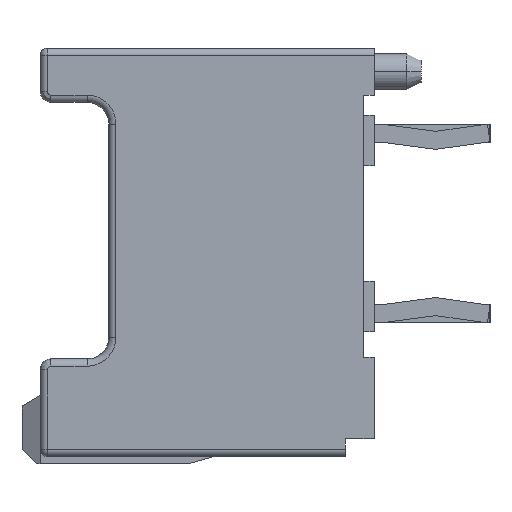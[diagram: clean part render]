
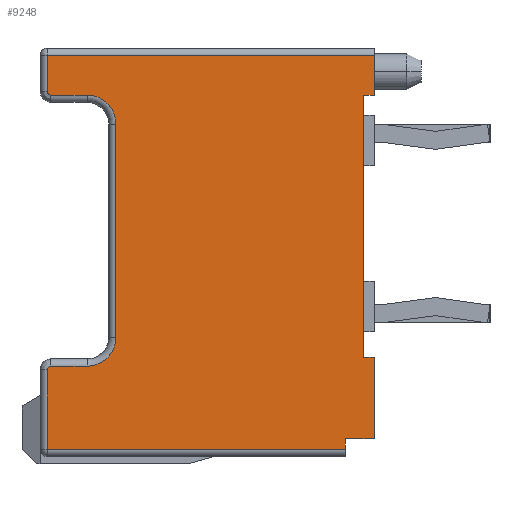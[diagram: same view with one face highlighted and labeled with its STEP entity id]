
A CAD part, left-side view. The second image highlights one B-rep face of the part: STEP entity #9248.
In plain terms, the highlighted planar face has unit normal (-1, 0, 0).
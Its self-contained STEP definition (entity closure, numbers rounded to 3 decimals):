
#1=DIRECTION('',(0.,0.,-1.));
#2=VECTOR('',#1,1.1);
#3=CARTESIAN_POINT('',(-14.7,0.,-0.2));
#4=LINE('',#3,#2);
#5=DIRECTION('',(0.,1.,0.));
#6=VECTOR('',#5,0.3);
#7=CARTESIAN_POINT('',(-14.7,0.,-1.3));
#8=LINE('',#7,#6);
#9=DIRECTION('',(0.,0.,1.));
#10=VECTOR('',#9,7.25);
#11=CARTESIAN_POINT('',(-14.7,0.3,-8.55));
#12=LINE('',#11,#10);
#13=DIRECTION('',(0.,1.,0.));
#14=VECTOR('',#13,0.3);
#15=CARTESIAN_POINT('',(-14.7,0.,-8.55));
#16=LINE('',#15,#14);
#17=DIRECTION('',(0.,0.,-1.));
#18=VECTOR('',#17,2.25);
#19=CARTESIAN_POINT('',(-14.7,0.,-8.55));
#20=LINE('',#19,#18);
#21=DIRECTION('',(0.,1.,0.));
#22=VECTOR('',#21,0.8);
#23=CARTESIAN_POINT('',(-14.7,0.,-10.8));
#24=LINE('',#23,#22);
#25=DIRECTION('',(0.,0.,-1.));
#26=VECTOR('',#25,0.3);
#27=CARTESIAN_POINT('',(-14.7,0.8,-10.8));
#28=LINE('',#27,#26);
#29=DIRECTION('',(0.,0.,-1.));
#30=VECTOR('',#29,1.);
#31=CARTESIAN_POINT('',(-14.7,9.05,-0.2));
#32=LINE('',#31,#30);
#42=CARTESIAN_POINT('',(-14.7,8.95,-1.2));
#43=DIRECTION('',(-1.,0.,0.));
#44=DIRECTION('',(0.,1.,0.));
#45=AXIS2_PLACEMENT_3D('',#42,#43,#44);
#57=DIRECTION('',(0.,-1.,0.));
#58=VECTOR('',#57,1.);
#59=CARTESIAN_POINT('',(-14.7,8.95,-1.3));
#60=LINE('',#59,#58);
#70=CARTESIAN_POINT('',(-14.7,7.95,-2.1));
#71=DIRECTION('',(1.,0.,0.));
#72=DIRECTION('',(0.,0.,1.));
#73=AXIS2_PLACEMENT_3D('',#70,#71,#72);
#85=DIRECTION('',(0.,0.,-1.));
#86=VECTOR('',#85,5.9);
#87=CARTESIAN_POINT('',(-14.7,7.15,-2.1));
#88=LINE('',#87,#86);
#98=CARTESIAN_POINT('',(-14.7,7.95,-8.));
#99=DIRECTION('',(1.,0.,0.));
#100=DIRECTION('',(0.,-1.,0.));
#101=AXIS2_PLACEMENT_3D('',#98,#99,#100);
#113=DIRECTION('',(0.,1.,0.));
#114=VECTOR('',#113,1.);
#115=CARTESIAN_POINT('',(-14.7,7.95,-8.8));
#116=LINE('',#115,#114);
#126=CARTESIAN_POINT('',(-14.7,8.95,-8.9));
#127=DIRECTION('',(-1.,0.,0.));
#128=DIRECTION('',(0.,0.,1.));
#129=AXIS2_PLACEMENT_3D('',#126,#127,#128);
#141=DIRECTION('',(0.,0.,-1.));
#142=VECTOR('',#141,2.2);
#143=CARTESIAN_POINT('',(-14.7,9.05,-8.9));
#144=LINE('',#143,#142);
#159=DIRECTION('',(0.,-1.,0.));
#160=VECTOR('',#159,8.25);
#161=CARTESIAN_POINT('',(-14.7,9.05,-11.1));
#162=LINE('',#161,#160);
#3871=DIRECTION('',(0.,1.,0.));
#3872=VECTOR('',#3871,9.05);
#3873=CARTESIAN_POINT('',(-14.7,0.,-0.2));
#3874=LINE('',#3873,#3872);
#7401=CARTESIAN_POINT('',(-14.7,0.,-8.55));
#7402=CARTESIAN_POINT('',(-14.7,0.3,-8.55));
#7403=VERTEX_POINT('',#7401);
#7404=VERTEX_POINT('',#7402);
#7405=CARTESIAN_POINT('',(-14.7,0.3,-1.3));
#7406=VERTEX_POINT('',#7405);
#7407=CARTESIAN_POINT('',(-14.7,0.,-1.3));
#7408=VERTEX_POINT('',#7407);
#7413=CARTESIAN_POINT('',(-14.7,0.,-10.8));
#7414=VERTEX_POINT('',#7413);
#8433=CARTESIAN_POINT('',(-14.7,9.05,-0.2));
#8434=CARTESIAN_POINT('',(-14.7,9.05,-1.2));
#8435=VERTEX_POINT('',#8433);
#8436=VERTEX_POINT('',#8434);
#8439=CARTESIAN_POINT('',(-14.7,8.95,-1.3));
#8440=VERTEX_POINT('',#8439);
#8443=CARTESIAN_POINT('',(-14.7,7.95,-1.3));
#8444=VERTEX_POINT('',#8443);
#8447=CARTESIAN_POINT('',(-14.7,7.15,-2.1));
#8448=VERTEX_POINT('',#8447);
#8451=CARTESIAN_POINT('',(-14.7,7.15,-8.));
#8452=VERTEX_POINT('',#8451);
#8455=CARTESIAN_POINT('',(-14.7,7.95,-8.8));
#8456=VERTEX_POINT('',#8455);
#8459=CARTESIAN_POINT('',(-14.7,8.95,-8.8));
#8460=VERTEX_POINT('',#8459);
#8463=CARTESIAN_POINT('',(-14.7,9.05,-8.9));
#8464=VERTEX_POINT('',#8463);
#8467=CARTESIAN_POINT('',(-14.7,9.05,-11.1));
#8468=VERTEX_POINT('',#8467);
#8477=CARTESIAN_POINT('',(-14.7,0.8,-11.1));
#8478=VERTEX_POINT('',#8477);
#8481=CARTESIAN_POINT('',(-14.7,0.,-0.2));
#8482=VERTEX_POINT('',#8481);
#8593=CARTESIAN_POINT('',(-14.7,0.8,-10.8));
#8594=VERTEX_POINT('',#8593);
#9205=CARTESIAN_POINT('',(-14.7,0.,0.));
#9206=DIRECTION('',(1.,0.,0.));
#9207=DIRECTION('',(0.,0.,-1.));
#9208=AXIS2_PLACEMENT_3D('',#9205,#9206,#9207);
#9209=PLANE('',#9208);
#9211=ORIENTED_EDGE('',*,*,#9210,.F.);
#9213=ORIENTED_EDGE('',*,*,#9212,.F.);
#9215=ORIENTED_EDGE('',*,*,#9214,.T.);
#9217=ORIENTED_EDGE('',*,*,#9216,.T.);
#9219=ORIENTED_EDGE('',*,*,#9218,.F.);
#9221=ORIENTED_EDGE('',*,*,#9220,.F.);
#9223=ORIENTED_EDGE('',*,*,#9222,.T.);
#9225=ORIENTED_EDGE('',*,*,#9224,.T.);
#9227=ORIENTED_EDGE('',*,*,#9226,.T.);
#9229=ORIENTED_EDGE('',*,*,#9228,.F.);
#9231=ORIENTED_EDGE('',*,*,#9230,.F.);
#9233=ORIENTED_EDGE('',*,*,#9232,.F.);
#9235=ORIENTED_EDGE('',*,*,#9234,.F.);
#9237=ORIENTED_EDGE('',*,*,#9236,.F.);
#9239=ORIENTED_EDGE('',*,*,#9238,.F.);
#9241=ORIENTED_EDGE('',*,*,#9240,.F.);
#9243=ORIENTED_EDGE('',*,*,#9242,.F.);
#9245=ORIENTED_EDGE('',*,*,#9244,.F.);
#9246=EDGE_LOOP('',(#9211,#9213,#9215,#9217,#9219,#9221,#9223,#9225,#9227,#9229,
#9231,#9233,#9235,#9237,#9239,#9241,#9243,#9245));
#9247=FACE_OUTER_BOUND('',#9246,.F.);
#9248=ADVANCED_FACE('',(#9247),#9209,.F.);
#46=CIRCLE('',#45,0.1);
#74=CIRCLE('',#73,0.8);
#102=CIRCLE('',#101,0.8);
#130=CIRCLE('',#129,0.1);
#9210=EDGE_CURVE('',#8435,#8436,#32,.T.);
#9212=EDGE_CURVE('',#8482,#8435,#3874,.T.);
#9214=EDGE_CURVE('',#8482,#7408,#4,.T.);
#9216=EDGE_CURVE('',#7408,#7406,#8,.T.);
#9218=EDGE_CURVE('',#7404,#7406,#12,.T.);
#9220=EDGE_CURVE('',#7403,#7404,#16,.T.);
#9222=EDGE_CURVE('',#7403,#7414,#20,.T.);
#9224=EDGE_CURVE('',#7414,#8594,#24,.T.);
#9226=EDGE_CURVE('',#8594,#8478,#28,.T.);
#9228=EDGE_CURVE('',#8468,#8478,#162,.T.);
#9230=EDGE_CURVE('',#8464,#8468,#144,.T.);
#9232=EDGE_CURVE('',#8460,#8464,#130,.T.);
#9234=EDGE_CURVE('',#8456,#8460,#116,.T.);
#9236=EDGE_CURVE('',#8452,#8456,#102,.T.);
#9238=EDGE_CURVE('',#8448,#8452,#88,.T.);
#9240=EDGE_CURVE('',#8444,#8448,#74,.T.);
#9242=EDGE_CURVE('',#8440,#8444,#60,.T.);
#9244=EDGE_CURVE('',#8436,#8440,#46,.T.);
